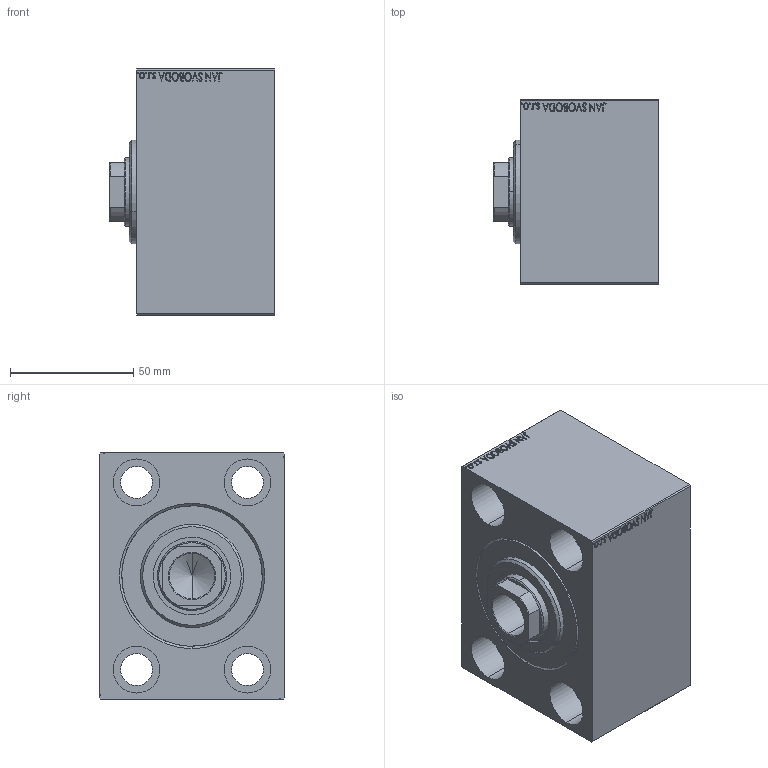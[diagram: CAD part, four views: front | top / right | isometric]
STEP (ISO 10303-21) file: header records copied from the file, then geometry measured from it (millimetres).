
FILE_DESCRIPTION (( 'STEP AP203' ), '1' );
FILE_NAME ('86bf.STEP', '2021-11-02T05:28:59', ( '' ), ( '' ), 'SwSTEP 2.0', 'SolidWorks 2019', '' );
FILE_SCHEMA (( 'CONFIG_CONTROL_DESIGN' ));
Length unit declared in the file: millimetre
Products named in the file (4): V450CM_C 5e9720557eb7d53c2668174230db5496; V450CM_C_VCP 5e9720557eb7d53c2668174230db5496; V450CM_VC_B 5e9720557eb7d53c2668174230db5496; 86bf
Assembly tree (3 placements, depth 2):
  86bf
    V450CM_C 5e9720557eb7d53c2668174230db5496
    V450CM_C_VCP 5e9720557eb7d53c2668174230db5496
    V450CM_VC_B 5e9720557eb7d53c2668174230db5496
Bounding box: 67 x 75 x 100 mm (x, y, z)
Volume: 361254.3 mm3; surface area: 75161.5 mm2
Topology: 3 solids, 3 shells, 857 faces, 2198 edges, 1458 vertices
Faces by surface type: plane 407, bspline 380, cylinder 56, cone 14
Entity records: 43881 total; most frequent: CARTESIAN_POINT 25137, ORIENTED_EDGE 4392, DIRECTION 2515, EDGE_CURVE 2196, VERTEX_POINT 1458, VECTOR 1299, LINE 1299, EDGE_LOOP 980
